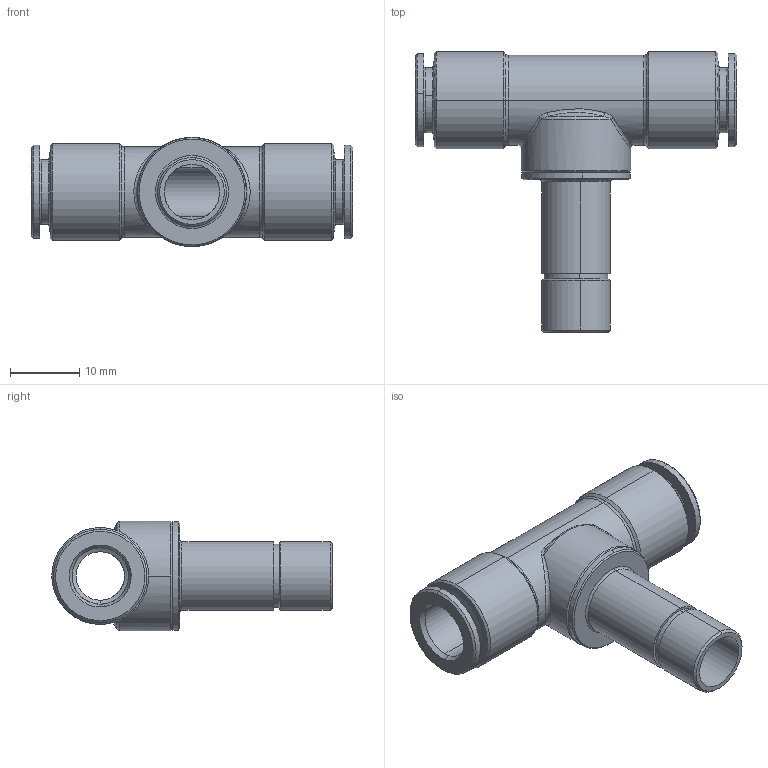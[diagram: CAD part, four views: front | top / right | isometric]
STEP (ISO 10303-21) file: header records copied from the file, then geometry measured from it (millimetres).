
FILE_DESCRIPTION (( 'STEP AP203' ), '1' );
FILE_NAME ('A0344050.STEP', '2009-04-09T11:35:22', ( '' ), ( 'sopra-pneumatic' ), 'SwSTEP 2.0', 'SolidWorks 2009', '' );
FILE_SCHEMA (( 'CONFIG_CONTROL_DESIGN' ));
Length unit declared in the file: millimetre
Products named in the file (1): A0344050
Bounding box: 46.4 x 40.5 x 15.8 mm (x, y, z)
Volume: 5601.3 mm3; surface area: 5286.6 mm2
Topology: 1 solids, 1 shells, 99 faces, 210 edges, 120 vertices
Faces by surface type: cone 38, cylinder 33, plane 12, torus 8, bspline 8
Entity records: 3285 total; most frequent: CARTESIAN_POINT 1066, DIRECTION 488, ORIENTED_EDGE 420, EDGE_CURVE 210, AXIS2_PLACEMENT_3D 208, VERTEX_POINT 120, CIRCLE 116, EDGE_LOOP 110
